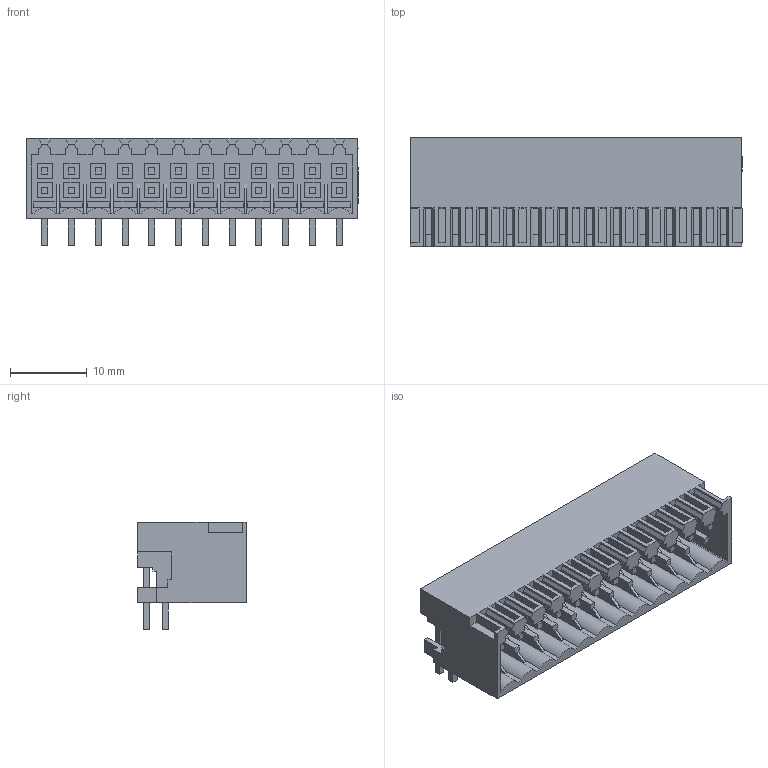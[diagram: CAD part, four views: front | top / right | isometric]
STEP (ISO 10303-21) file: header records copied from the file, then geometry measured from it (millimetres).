
FILE_DESCRIPTION(('CATIA V5 STEP Exchange','CAx-IF Rec.Pracs.--- Model Styling and Organization---1.4--- 2014-01-23'),'2;1');
FILE_NAME ('D1455067_0_1728080000_1728080000.stp','2019-02-21T15:27:35+00:00',('none'),('Weidmueller'),'CATIA Version 5-6 Release 2016 SP3 HF44','CATIA V5 STEP AP214','none');
FILE_SCHEMA(('AUTOMOTIVE_DESIGN { 1 0 10303 214 1 1 1 1 }'));
Length unit declared in the file: millimetre
Products named in the file (1): 1728080000
Bounding box: 43.4 x 14.2 x 14 mm (x, y, z)
Volume: 2969.1 mm3; surface area: 6445.7 mm2
Topology: 1 solids, 1 shells, 1124 faces, 3334 edges, 2283 vertices
Faces by surface type: plane 1100, cylinder 24
Entity records: 35530 total; most frequent: ORIENTED_EDGE 6668, CARTESIAN_POINT 6255, DIRECTION 4608, EDGE_CURVE 3334, VECTOR 3262, LINE 3262, VERTEX_POINT 2283, EDGE_LOOP 1195
